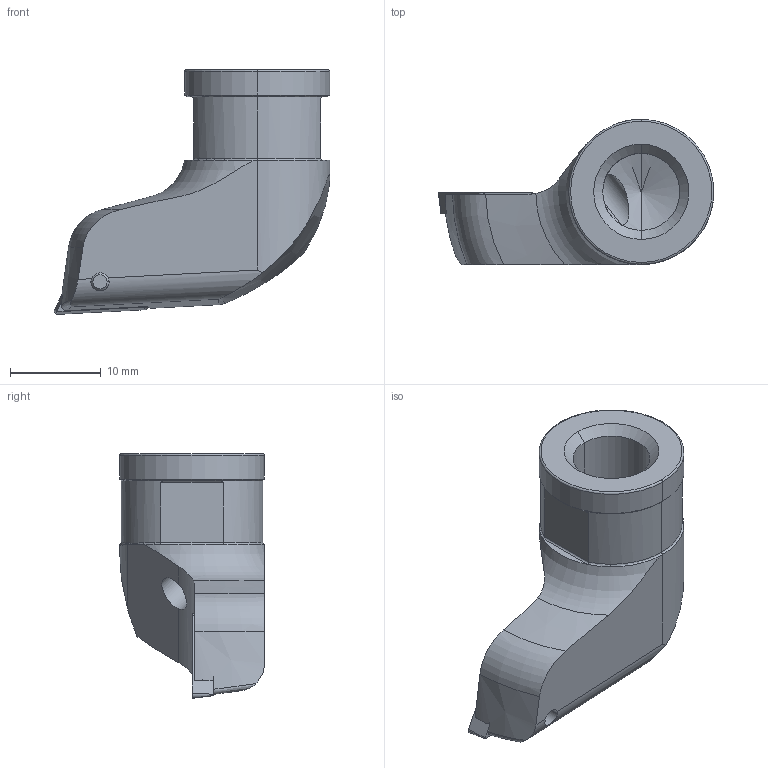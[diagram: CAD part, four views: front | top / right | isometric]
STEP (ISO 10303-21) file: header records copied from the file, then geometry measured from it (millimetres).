
FILE_DESCRIPTION(('no description'),'unknown implementation level');
FILE_NAME('5668DA68-B1AA-4A76-A21D-AE2ACC81FE8D_export.stp',' ',('CIMSOURCE GmbH'),('CADClick - KiM GmbH - www.kimweb.de'),'unknown preprocess','ACIS','unknown authorization');
FILE_SCHEMA(('automotive_design'));
Length unit declared in the file: millimetre
Products named in the file (3): 615.292 Kaiser E45 TC11|655.383 Kaiser TCGT 110204 K10C;Kombinieren1; 615.292 Kaiser E45 TC11|694.122 Kaiser ETL M2.5x6.5 T7 IP 10S;Kreismuster1; 615.292 Kaiser E45 TC11|615.292 Kaiser E45 TC11;Schnitt-Rotation2
Bounding box: 30.4 x 16 x 27 mm (x, y, z)
Volume: 4252.1 mm3; surface area: 2641.1 mm2
Topology: 3 solids, 3 shells, 131 faces, 327 edges, 199 vertices
Faces by surface type: cylinder 52, cone 30, plane 30, torus 16, bspline 3
Entity records: 9607 total; most frequent: CARTESIAN_POINT 2726, DIRECTION 700, STYLED_ITEM 658, PRESENTATION_STYLE_ASSIGNMENT 658, COLOUR_RGB 658, ORIENTED_EDGE 650, EDGE_CURVE 325, CURVE_STYLE 325
